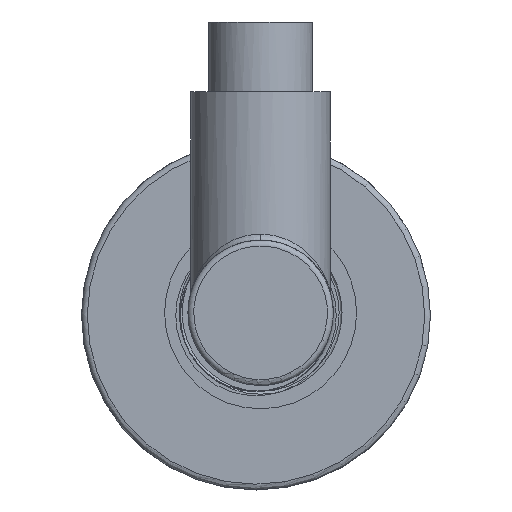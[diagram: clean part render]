
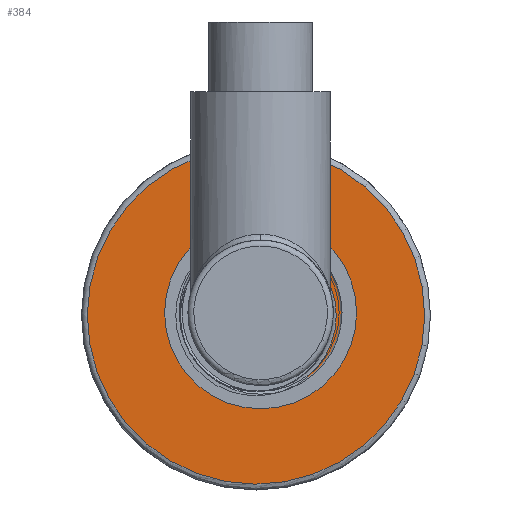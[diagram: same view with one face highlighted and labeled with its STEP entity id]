
A CAD part, front view. The second image highlights one B-rep face of the part: STEP entity #384.
In plain terms, the highlighted planar face has unit normal (0, -1, 0).
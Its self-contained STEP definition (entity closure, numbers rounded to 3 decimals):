
#106=FACE_BOUND('',#160,.T.);
#129=FACE_OUTER_BOUND('',#159,.T.);
#159=EDGE_LOOP('',(#341));
#160=EDGE_LOOP('',(#342));
#186=CIRCLE('',#506,13.8);
#188=CIRCLE('',#509,29.);
#217=VERTEX_POINT('',#3478);
#218=VERTEX_POINT('',#3482);
#258=EDGE_CURVE('',#217,#217,#186,.T.);
#260=EDGE_CURVE('',#218,#218,#188,.T.);
#341=ORIENTED_EDGE('',*,*,#260,.T.);
#342=ORIENTED_EDGE('',*,*,#258,.F.);
#361=PLANE('',#508);
#384=ADVANCED_FACE('',(#129,#106),#361,.F.);
#506=AXIS2_PLACEMENT_3D('',#3479,#631,#632);
#508=AXIS2_PLACEMENT_3D('',#3481,#635,#636);
#509=AXIS2_PLACEMENT_3D('',#3483,#637,#638);
#631=DIRECTION('center_axis',(0.,-1.,0.));
#632=DIRECTION('ref_axis',(1.,0.,0.));
#635=DIRECTION('center_axis',(0.,1.,0.));
#636=DIRECTION('ref_axis',(-1.,0.,0.));
#637=DIRECTION('center_axis',(0.,-1.,0.));
#638=DIRECTION('ref_axis',(1.,0.,0.));
#3478=CARTESIAN_POINT('',(13.008,-27.256,1.039));
#3479=CARTESIAN_POINT('Origin',(-0.792,-27.256,1.039));
#3481=CARTESIAN_POINT('Origin',(-0.792,-27.256,1.039));
#3482=CARTESIAN_POINT('',(-29.791,-27.256,1.221));
#3483=CARTESIAN_POINT('Origin',(-0.792,-27.256,1.039));
